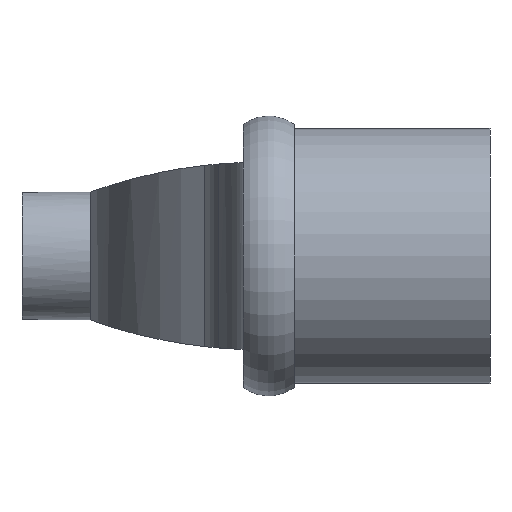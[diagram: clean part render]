
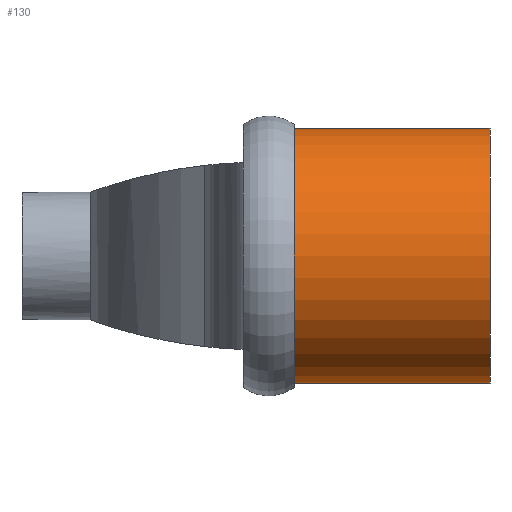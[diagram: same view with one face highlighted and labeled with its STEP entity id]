
A CAD part, left-side view. The second image highlights one B-rep face of the part: STEP entity #130.
In plain terms, the highlighted cylindrical face has radius 15 mm (diameter 30 mm), a full revolution.
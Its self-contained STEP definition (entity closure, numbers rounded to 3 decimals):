
#113=CYLINDRICAL_SURFACE('',#868,15.);
#130=ADVANCED_FACE('',(#227,#228),#113,.T.);
#227=FACE_BOUND('',#242,.T.);
#228=FACE_BOUND('',#243,.T.);
#242=EDGE_LOOP('',(#410));
#243=EDGE_LOOP('',(#411));
#368=CIRCLE('',#866,15.);
#369=CIRCLE('',#867,15.);
#410=ORIENTED_EDGE('',*,*,#701,.F.);
#411=ORIENTED_EDGE('',*,*,#702,.F.);
#622=VERTEX_POINT('',#1139);
#623=VERTEX_POINT('',#1141);
#701=EDGE_CURVE('',#622,#622,#368,.T.);
#702=EDGE_CURVE('',#623,#623,#369,.T.);
#866=AXIS2_PLACEMENT_3D('',#1138,#942,#943);
#867=AXIS2_PLACEMENT_3D('',#1140,#944,#945);
#868=AXIS2_PLACEMENT_3D('',#1142,#946,#947);
#942=DIRECTION('',(0.,-1.,0.));
#943=DIRECTION('',(0.,0.,-1.));
#944=DIRECTION('',(0.,1.,0.));
#945=DIRECTION('',(0.,0.,1.));
#946=DIRECTION('',(0.,-1.,0.));
#947=DIRECTION('',(0.,0.,-1.));
#1138=CARTESIAN_POINT('',(119.5,24.75,0.));
#1139=CARTESIAN_POINT('',(119.5,24.75,-15.));
#1140=CARTESIAN_POINT('',(119.5,47.75,0.));
#1141=CARTESIAN_POINT('',(119.5,47.75,15.));
#1142=CARTESIAN_POINT('',(119.5,12.25,0.));
